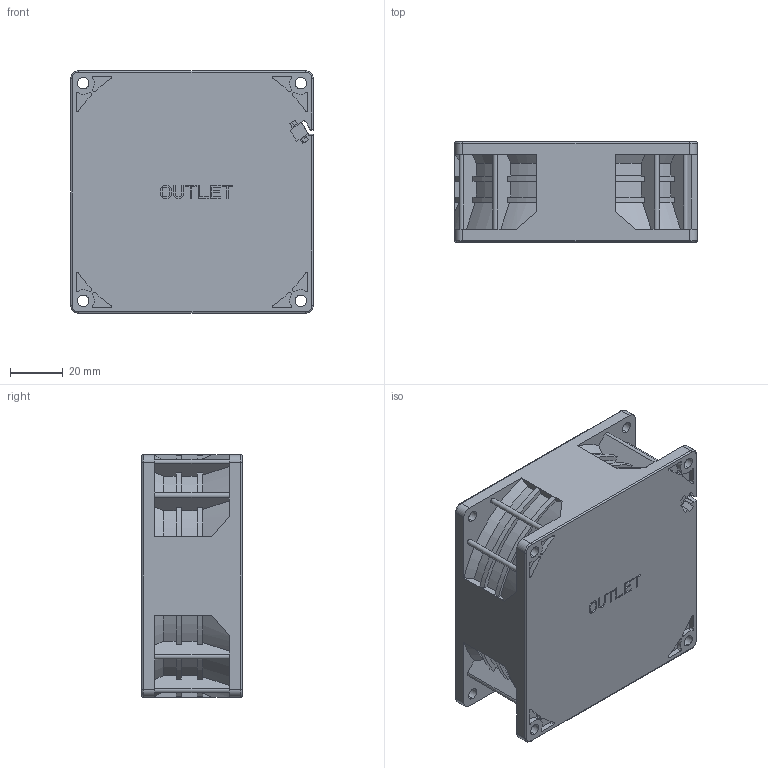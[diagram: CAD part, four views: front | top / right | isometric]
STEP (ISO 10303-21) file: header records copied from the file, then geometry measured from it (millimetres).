
FILE_DESCRIPTION((''),'2;1');
FILE_NAME('410023850004','2017-04-05T',('yiliang.gong'),(''),'CREO PARAMETRIC BY PTC INC, 2015080','CREO PARAMETRIC BY PTC INC, 2015080','');
FILE_SCHEMA(('CONFIG_CONTROL_DESIGN'));
Length unit declared in the file: millimetre
Products named in the file (1): 410023850004
Bounding box: 92 x 38 x 92 mm (x, y, z)
Volume: 280858.7 mm3; surface area: 36401.2 mm2
Topology: 1 solids, 1 shells, 548 faces, 1538 edges, 1016 vertices
Faces by surface type: plane 317, cylinder 194, cone 29, torus 8
Entity records: 17885 total; most frequent: CARTESIAN_POINT 3357, ORIENTED_EDGE 3076, DIRECTION 3010, EDGE_CURVE 1538, VECTOR 1038, LINE 1038, VERTEX_POINT 1016, AXIS2_PLACEMENT_3D 986
